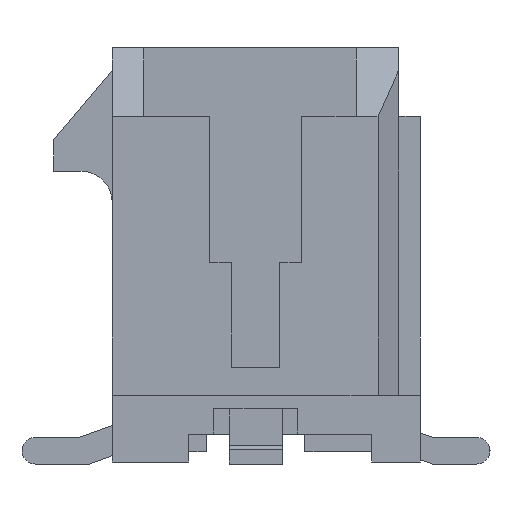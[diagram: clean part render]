
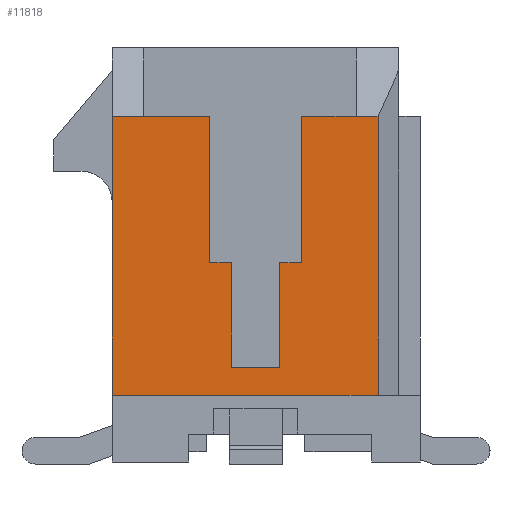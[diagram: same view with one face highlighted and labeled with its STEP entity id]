
A CAD part, left-side view. The second image highlights one B-rep face of the part: STEP entity #11818.
In plain terms, the highlighted planar face has unit normal (-1, 0, 0).
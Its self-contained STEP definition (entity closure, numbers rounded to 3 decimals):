
#1=DIRECTION('',(0.,0.,-1.));
#2=VECTOR('',#1,3.5);
#3=CARTESIAN_POINT('',(-19.825,-1.1,3.315));
#4=LINE('',#3,#2);
#5=DIRECTION('',(0.,1.,0.));
#6=VECTOR('',#5,1.31);
#7=CARTESIAN_POINT('',(-19.825,-2.41,3.315));
#8=LINE('',#7,#6);
#9=DIRECTION('',(0.,-1.,0.));
#10=VECTOR('',#9,0.52);
#11=CARTESIAN_POINT('',(-19.825,-2.41,3.315));
#12=LINE('',#11,#10);
#13=DIRECTION('',(0.,0.,-1.));
#14=VECTOR('',#13,6.67);
#15=CARTESIAN_POINT('',(-19.825,-2.93,3.315));
#16=LINE('',#15,#14);
#17=DIRECTION('',(0.,1.,0.));
#18=VECTOR('',#17,6.36);
#19=CARTESIAN_POINT('',(-19.825,-2.93,-3.355));
#20=LINE('',#19,#18);
#21=DIRECTION('',(0.,0.,1.));
#22=VECTOR('',#21,6.67);
#23=CARTESIAN_POINT('',(-19.825,3.43,-3.355));
#24=LINE('',#23,#22);
#25=DIRECTION('',(0.,-1.,0.));
#26=VECTOR('',#25,0.75);
#27=CARTESIAN_POINT('',(-19.825,3.43,3.315));
#28=LINE('',#27,#26);
#29=DIRECTION('',(0.,1.,0.));
#30=VECTOR('',#29,1.58);
#31=CARTESIAN_POINT('',(-19.825,1.1,3.315));
#32=LINE('',#31,#30);
#33=DIRECTION('',(0.,0.,-1.));
#34=VECTOR('',#33,3.5);
#35=CARTESIAN_POINT('',(-19.825,1.1,3.315));
#36=LINE('',#35,#34);
#37=DIRECTION('',(0.,1.,0.));
#38=VECTOR('',#37,0.525);
#39=CARTESIAN_POINT('',(-19.825,0.575,-0.185));
#40=LINE('',#39,#38);
#41=DIRECTION('',(0.,0.,1.));
#42=VECTOR('',#41,2.5);
#43=CARTESIAN_POINT('',(-19.825,0.575,-2.685));
#44=LINE('',#43,#42);
#45=DIRECTION('',(0.,1.,0.));
#46=VECTOR('',#45,1.15);
#47=CARTESIAN_POINT('',(-19.825,-0.575,-2.685));
#48=LINE('',#47,#46);
#49=DIRECTION('',(0.,0.,-1.));
#50=VECTOR('',#49,2.5);
#51=CARTESIAN_POINT('',(-19.825,-0.575,-0.185));
#52=LINE('',#51,#50);
#53=DIRECTION('',(0.,1.,0.));
#54=VECTOR('',#53,0.525);
#55=CARTESIAN_POINT('',(-19.825,-1.1,-0.185));
#56=LINE('',#55,#54);
#8984=CARTESIAN_POINT('',(-19.825,3.43,3.315));
#8986=VERTEX_POINT('',#8984);
#9035=CARTESIAN_POINT('',(-19.825,2.68,3.315));
#9036=VERTEX_POINT('',#9035);
#9037=CARTESIAN_POINT('',(-19.825,-2.41,3.315));
#9038=VERTEX_POINT('',#9037);
#9339=CARTESIAN_POINT('',(-19.825,-1.1,3.315));
#9340=CARTESIAN_POINT('',(-19.825,-1.1,-0.185));
#9341=VERTEX_POINT('',#9339);
#9342=VERTEX_POINT('',#9340);
#9343=CARTESIAN_POINT('',(-19.825,-0.575,-0.185));
#9344=VERTEX_POINT('',#9343);
#9345=CARTESIAN_POINT('',(-19.825,-0.575,-2.685));
#9346=VERTEX_POINT('',#9345);
#9347=CARTESIAN_POINT('',(-19.825,0.575,-2.685));
#9348=VERTEX_POINT('',#9347);
#9349=CARTESIAN_POINT('',(-19.825,0.575,-0.185));
#9350=VERTEX_POINT('',#9349);
#9351=CARTESIAN_POINT('',(-19.825,1.1,-0.185));
#9352=VERTEX_POINT('',#9351);
#9353=CARTESIAN_POINT('',(-19.825,1.1,3.315));
#9354=VERTEX_POINT('',#9353);
#10045=CARTESIAN_POINT('',(-19.825,3.43,-3.355));
#10046=VERTEX_POINT('',#10045);
#10055=CARTESIAN_POINT('',(-19.825,-2.93,3.315));
#10056=VERTEX_POINT('',#10055);
#10057=CARTESIAN_POINT('',(-19.825,-2.93,-3.355));
#10058=VERTEX_POINT('',#10057);
#11783=CARTESIAN_POINT('',(-19.825,0.,0.));
#11784=DIRECTION('',(1.,0.,0.));
#11785=DIRECTION('',(0.,0.,-1.));
#11786=AXIS2_PLACEMENT_3D('',#11783,#11784,#11785);
#11787=PLANE('',#11786);
#11789=ORIENTED_EDGE('',*,*,#11788,.F.);
#11791=ORIENTED_EDGE('',*,*,#11790,.F.);
#11793=ORIENTED_EDGE('',*,*,#11792,.T.);
#11795=ORIENTED_EDGE('',*,*,#11794,.T.);
#11797=ORIENTED_EDGE('',*,*,#11796,.T.);
#11799=ORIENTED_EDGE('',*,*,#11798,.T.);
#11801=ORIENTED_EDGE('',*,*,#11800,.T.);
#11803=ORIENTED_EDGE('',*,*,#11802,.F.);
#11805=ORIENTED_EDGE('',*,*,#11804,.T.);
#11807=ORIENTED_EDGE('',*,*,#11806,.F.);
#11809=ORIENTED_EDGE('',*,*,#11808,.F.);
#11811=ORIENTED_EDGE('',*,*,#11810,.F.);
#11813=ORIENTED_EDGE('',*,*,#11812,.F.);
#11815=ORIENTED_EDGE('',*,*,#11814,.F.);
#11816=EDGE_LOOP('',(#11789,#11791,#11793,#11795,#11797,#11799,#11801,#11803,
#11805,#11807,#11809,#11811,#11813,#11815));
#11817=FACE_OUTER_BOUND('',#11816,.F.);
#11818=ADVANCED_FACE('',(#11817),#11787,.F.);
#11788=EDGE_CURVE('',#9341,#9342,#4,.T.);
#11790=EDGE_CURVE('',#9038,#9341,#8,.T.);
#11792=EDGE_CURVE('',#9038,#10056,#12,.T.);
#11794=EDGE_CURVE('',#10056,#10058,#16,.T.);
#11796=EDGE_CURVE('',#10058,#10046,#20,.T.);
#11798=EDGE_CURVE('',#10046,#8986,#24,.T.);
#11800=EDGE_CURVE('',#8986,#9036,#28,.T.);
#11802=EDGE_CURVE('',#9354,#9036,#32,.T.);
#11804=EDGE_CURVE('',#9354,#9352,#36,.T.);
#11806=EDGE_CURVE('',#9350,#9352,#40,.T.);
#11808=EDGE_CURVE('',#9348,#9350,#44,.T.);
#11810=EDGE_CURVE('',#9346,#9348,#48,.T.);
#11812=EDGE_CURVE('',#9344,#9346,#52,.T.);
#11814=EDGE_CURVE('',#9342,#9344,#56,.T.);
